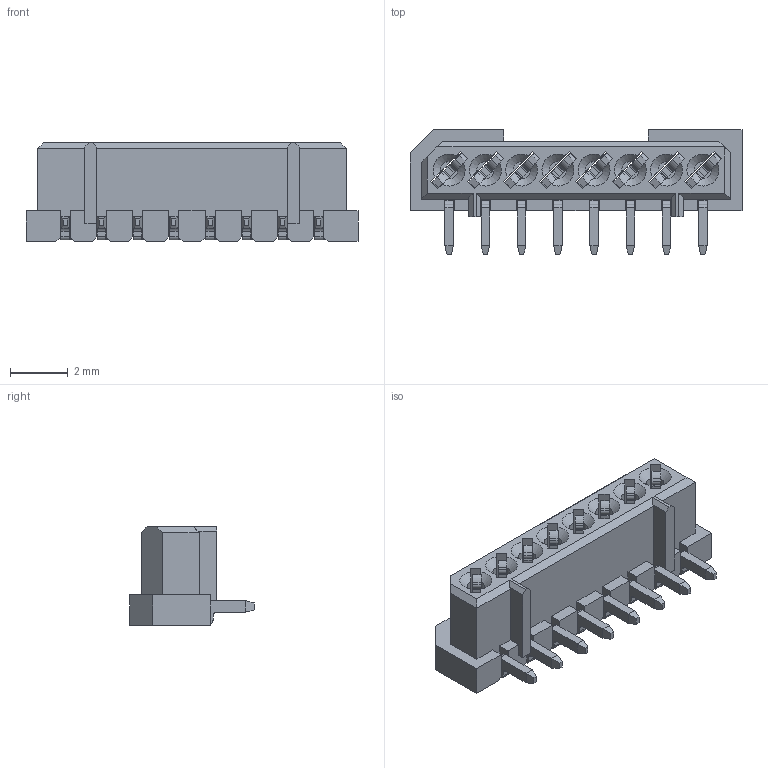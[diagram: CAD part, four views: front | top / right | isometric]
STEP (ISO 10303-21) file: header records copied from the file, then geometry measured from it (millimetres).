
FILE_DESCRIPTION( ('This file contains a STEP AP42 implementation' ,'as created by ZW3D STEP Interface translator.') ,'2;1' );
FILE_NAME( '3652-S008-034SMR03.stp' ,'241016.144235', (''), ('ZWCAD Software Co.'), 'Version 1.0', 'ZW3D to STEP translator', '' );
FILE_SCHEMA(('AUTOMOTIVE_DESIGN { 1 0 10303 214 1 1 1 1 }'));
Length unit declared in the file: millimetre
Products named in the file (2): 0; 3652-S008-034SMR03
Bounding box: 11.45 x 4.3 x 3.4 mm (x, y, z)
Volume: 70.3 mm3; surface area: 314.4 mm2
Topology: 1 solids, 1 shells, 723 faces, 2056 edges, 1327 vertices
Faces by surface type: plane 507, cylinder 192, cone 16, bspline 8
Entity records: 24199 total; most frequent: CARTESIAN_POINT 4515, ORIENTED_EDGE 4112, DIRECTION 3832, EDGE_CURVE 2056, VECTOR 1504, LINE 1504, VERTEX_POINT 1327, AXIS2_PLACEMENT_3D 1164
